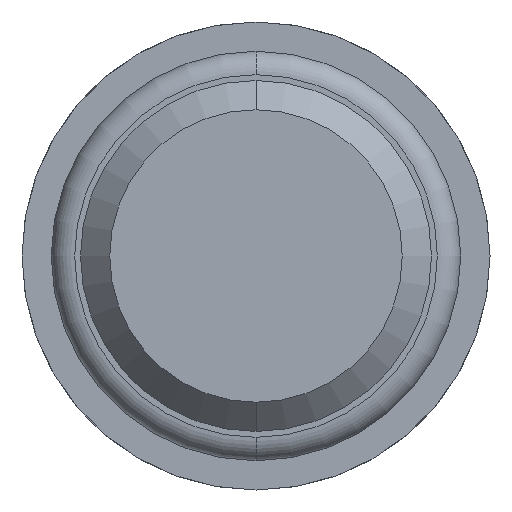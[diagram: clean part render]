
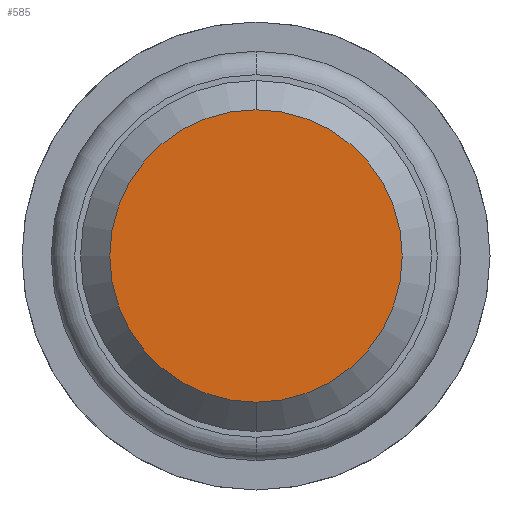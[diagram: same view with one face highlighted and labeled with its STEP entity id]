
A CAD part, front view. The second image highlights one B-rep face of the part: STEP entity #585.
In plain terms, the highlighted planar face has unit normal (0, -1, 0).
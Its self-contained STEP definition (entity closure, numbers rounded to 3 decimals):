
#149 = AXIS2_PLACEMENT_3D ( 'NONE', #4046, #2310, #1537 ) ;
#373 = EDGE_CURVE ( 'Defeature ausgef�hrt3_4+Defeature ausgef�hrt3_3+Defeature ausgef�hrt3_3+Defeature ausgef�hrt3_3', #4337, #4144, #4036, .T. ) ;
#478 = AXIS2_PLACEMENT_3D ( 'NONE', #1556, #1133, #2434 ) ;
#585 = ADVANCED_FACE ( 'Defeature ausgef�hrt3_4', ( #635 ), #729, .F. ) ;
#635 = FACE_OUTER_BOUND ( 'NONE', #1523, .T. ) ;
#729 = PLANE ( 'NONE',  #478 ) ;
#890 = DIRECTION ( 'NONE',  ( 0., 0., 1. ) ) ;
#1133 = DIRECTION ( 'NONE',  ( 0., 1., 0. ) ) ;
#1523 = EDGE_LOOP ( 'NONE', ( #5322, #4795 ) ) ;
#1537 = DIRECTION ( 'NONE',  ( 0., 0., 1. ) ) ;
#1556 = CARTESIAN_POINT ( 'NONE',  ( 0., -34.6, 0. ) ) ;
#1743 = AXIS2_PLACEMENT_3D ( 'NONE', #4773, #3485, #890 ) ;
#2099 = CARTESIAN_POINT ( 'NONE',  ( 0., -34.6, -1.25 ) ) ;
#2310 = DIRECTION ( 'NONE',  ( 0., -1., 0. ) ) ;
#2434 = DIRECTION ( 'NONE',  ( 0., 0., 1. ) ) ;
#3144 = EDGE_CURVE ( 'Defeature ausgef�hrt3_4+Defeature ausgef�hrt3_3+Defeature ausgef�hrt3_3+Defeature ausgef�hrt3_3', #4144, #4337, #3371, .T. ) ;
#3371 = CIRCLE ( 'NONE', #1743, 1.25 ) ;
#3485 = DIRECTION ( 'NONE',  ( 0., -1., 0. ) ) ;
#4036 = CIRCLE ( 'NONE', #149, 1.25 ) ;
#4046 = CARTESIAN_POINT ( 'NONE',  ( 0., -34.6, 0. ) ) ;
#4144 = VERTEX_POINT ( 'NONE', #2099 ) ;
#4337 = VERTEX_POINT ( 'NONE', #4537 ) ;
#4537 = CARTESIAN_POINT ( 'NONE',  ( 0., -34.6, 1.25 ) ) ;
#4773 = CARTESIAN_POINT ( 'NONE',  ( 0., -34.6, 0. ) ) ;
#4795 = ORIENTED_EDGE ( 'NONE', *, *, #3144, .T. ) ;
#5322 = ORIENTED_EDGE ( 'NONE', *, *, #373, .T. ) ;
